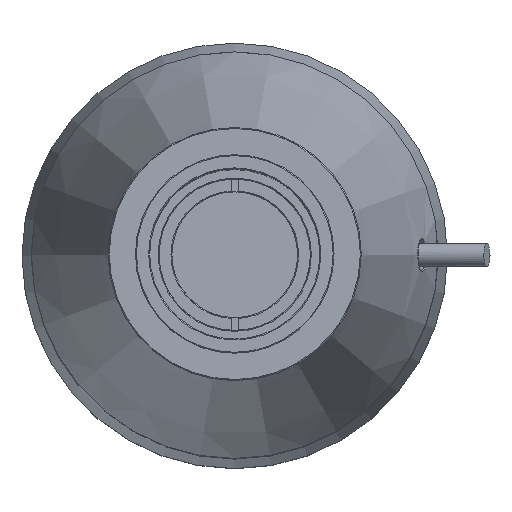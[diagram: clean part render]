
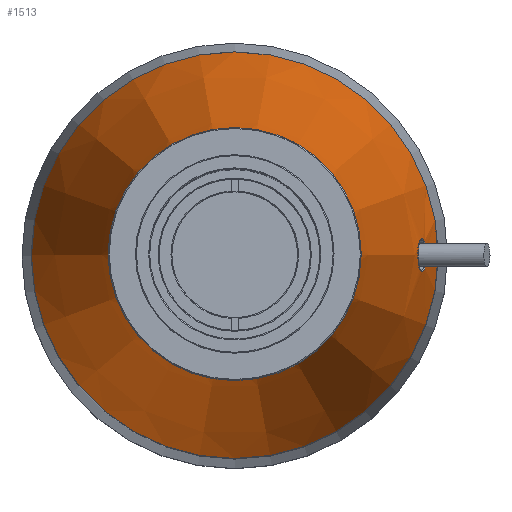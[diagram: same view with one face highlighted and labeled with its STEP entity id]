
A CAD part, top view. The second image highlights one B-rep face of the part: STEP entity #1513.
In plain terms, the highlighted conical face has half-angle 15 degrees and reference radius 0 mm.
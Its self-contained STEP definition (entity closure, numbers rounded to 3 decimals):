
#1242=CARTESIAN_POINT('',(-43.,0.,105.962));
#1243=VERTEX_POINT('',#1242);
#1250=CARTESIAN_POINT('',(0.,0.,105.962));
#1251=DIRECTION('',(-1.,0.,0.));
#1252=DIRECTION('',(0.,0.,-1.));
#1253=AXIS2_PLACEMENT_3D('',#1250,#1252,#1251);
#1254=CIRCLE('',#1253,43.);
#1255=EDGE_CURVE('',#1243,#1243,#1254,.T.);
#1448=CARTESIAN_POINT('',(0.,0.,266.441));
#1449=DIRECTION('',(-1.,0.,0.));
#1450=DIRECTION('',(-0.,-0.,-1.));
#1451=AXIS2_PLACEMENT_3D('',#1448,#1450,#1449);
#1452=CONICAL_SURFACE('',#1451,0.,0.262);
#1453=ORIENTED_EDGE('',*,*,#1255,.F.);
#1454=CARTESIAN_POINT('',(-23.29,0.,179.522));
#1455=VERTEX_POINT('',#1454);
#1456=CARTESIAN_POINT('',(-43.,0.,105.962));
#1457=DIRECTION('',(0.259,0.,0.966));
#1458=VECTOR('',#1457,76.155);
#1459=LINE('',#1456,#1458);
#1460=EDGE_CURVE('',#1243,#1455,#1459,.T.);
#1461=ORIENTED_EDGE('E315',*,*,#1460,.T.);
#1462=CARTESIAN_POINT('',(23.29,0.,179.522));
#1463=VERTEX_POINT('',#1462);
#1464=CARTESIAN_POINT('',(0.,0.,179.522));
#1465=DIRECTION('',(-1.,0.,0.));
#1466=DIRECTION('',(0.,0.,-1.));
#1467=AXIS2_PLACEMENT_3D('',#1464,#1466,#1465);
#1468=CIRCLE('',#1467,23.29);
#1469=EDGE_CURVE('',#1455,#1463,#1468,.T.);
#1470=ORIENTED_EDGE('E316',*,*,#1469,.T.);
#1471=CARTESIAN_POINT('',(0.,0.,179.522));
#1472=DIRECTION('',(1.,0.,0.));
#1473=DIRECTION('',(0.,0.,-1.));
#1474=AXIS2_PLACEMENT_3D('',#1471,#1473,#1472);
#1475=CIRCLE('',#1474,23.29);
#1476=EDGE_CURVE('',#1463,#1455,#1475,.T.);
#1477=ORIENTED_EDGE('E317',*,*,#1476,.T.);
#1478=ORIENTED_EDGE('E317',*,*,#1460,.F.);
#1479=EDGE_LOOP('',(#1453,#1461,#1470,#1477,#1478));
#1480=FACE_OUTER_BOUND('',#1479,.T.);
#1481=CARTESIAN_POINT('',(39.567,-3.466,118.208));
#1482=VERTEX_POINT('',#1481);
#1483=CARTESIAN_POINT('',(39.567,-3.466,118.208));
#1484=CARTESIAN_POINT('',(39.329,-3.451,119.097));
#1485=CARTESIAN_POINT('',(39.139,-3.073,119.943));
#1486=CARTESIAN_POINT('',(39.012,-2.411,120.568));
#1487=CARTESIAN_POINT('',(38.885,-1.75,121.193));
#1488=CARTESIAN_POINT('',(38.828,-0.864,121.538));
#1489=CARTESIAN_POINT('',(38.83,0.054,121.524));
#1490=CARTESIAN_POINT('',(38.833,0.972,121.51));
#1491=CARTESIAN_POINT('',(38.896,1.851,121.135));
#1492=CARTESIAN_POINT('',(39.028,2.49,120.491));
#1493=CARTESIAN_POINT('',(39.16,3.129,119.848));
#1494=CARTESIAN_POINT('',(39.358,3.481,118.98));
#1495=CARTESIAN_POINT('',(39.596,3.466,118.101));
#1496=CARTESIAN_POINT('',(39.834,3.452,117.221));
#1497=CARTESIAN_POINT('',(40.096,3.071,116.383));
#1498=CARTESIAN_POINT('',(40.298,2.41,115.779));
#1499=CARTESIAN_POINT('',(40.499,1.75,115.175));
#1500=CARTESIAN_POINT('',(40.621,0.861,114.845));
#1501=CARTESIAN_POINT('',(40.616,-0.058,114.86));
#1502=CARTESIAN_POINT('',(40.611,-0.977,114.875));
#1503=CARTESIAN_POINT('',(40.48,-1.85,115.23));
#1504=CARTESIAN_POINT('',(40.272,-2.49,115.855));
#1505=CARTESIAN_POINT('',(40.065,-3.13,116.48));
#1506=CARTESIAN_POINT('',(39.803,-3.481,117.328));
#1507=CARTESIAN_POINT('',(39.567,-3.466,118.208));
#1508=B_SPLINE_CURVE_WITH_KNOTS('',3,(#1483,#1484,#1485,#1486,#1487,#1488,#1489,#1490,#1491,#1492,#1493,#1494,#1495,#1496,#1497,#1498,#1499,#1500,#1501,#1502,#1503,#1504,#1505,#1506,#1507),.UNSPECIFIED.,.T.,.U.,(4,3,3,3,3,3,3,3,4),(0.,0.125,0.25,0.375,0.5,0.625,0.75,0.875,1.),.UNSPECIFIED.);
#1509=EDGE_CURVE('',#1482,#1482,#1508,.T.);
#1510=ORIENTED_EDGE('E318',*,*,#1509,.T.);
#1511=EDGE_LOOP('',(#1510));
#1512=FACE_BOUND('',#1511,.T.);
#1513=ADVANCED_FACE('F151',(#1480,#1512),#1452,.T.);
